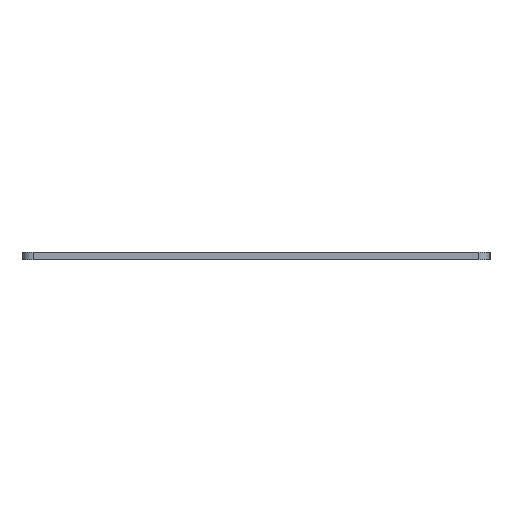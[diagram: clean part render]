
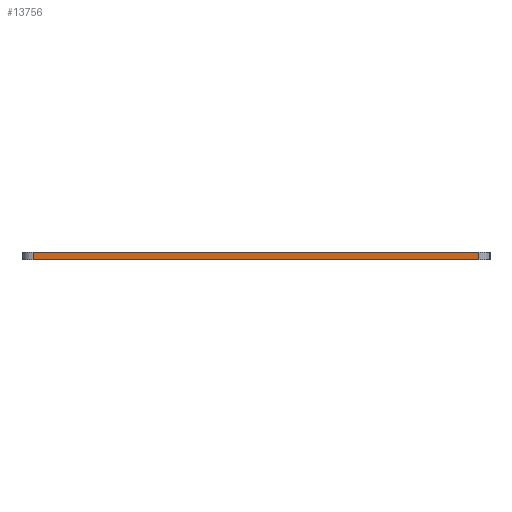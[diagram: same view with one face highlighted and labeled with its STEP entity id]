
A CAD part, left-side view. The second image highlights one B-rep face of the part: STEP entity #13756.
In plain terms, the highlighted planar face has unit normal (-1, 0, 0).
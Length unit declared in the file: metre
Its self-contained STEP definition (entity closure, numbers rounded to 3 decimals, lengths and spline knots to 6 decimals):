
#49=PLANE('',#14559);
#519=LINE('',#20559,#1921);
#520=LINE('',#20563,#1922);
#521=LINE('',#20565,#1923);
#522=LINE('',#20567,#1924);
#1921=VECTOR('',#16300,1.);
#1922=VECTOR('',#16305,1.);
#1923=VECTOR('',#16306,1.);
#1924=VECTOR('',#16307,1.);
#3478=ORIENTED_EDGE('',*,*,#7642,.F.);
#3479=ORIENTED_EDGE('',*,*,#7643,.F.);
#3480=ORIENTED_EDGE('',*,*,#7644,.T.);
#3481=ORIENTED_EDGE('',*,*,#7640,.T.);
#7640=EDGE_CURVE('',#9687,#9686,#519,.T.);
#7642=EDGE_CURVE('',#9688,#9686,#520,.T.);
#7643=EDGE_CURVE('',#9689,#9688,#521,.T.);
#7644=EDGE_CURVE('',#9689,#9687,#522,.T.);
#9686=VERTEX_POINT('',#20558);
#9687=VERTEX_POINT('',#20560);
#9688=VERTEX_POINT('',#20564);
#9689=VERTEX_POINT('',#20566);
#11726=EDGE_LOOP('',(#3478,#3479,#3480,#3481));
#12562=FACE_BOUND('',#11726,.T.);
#13756=ADVANCED_FACE('',(#12562),#49,.T.);
#14559=AXIS2_PLACEMENT_3D('',#20562,#16303,#16304);
#16300=DIRECTION('',(0.,0.,-1.));
#16303=DIRECTION('',(-1.,0.,0.));
#16304=DIRECTION('',(0.,0.,1.));
#16305=DIRECTION('',(0.,1.,0.));
#16306=DIRECTION('',(0.,0.,-1.));
#16307=DIRECTION('',(0.,1.,0.));
#20558=CARTESIAN_POINT('',(-0.142875,0.045375,0.));
#20559=CARTESIAN_POINT('',(-0.142875,0.045375,0.0015));
#20560=CARTESIAN_POINT('',(-0.142875,0.045375,0.0015));
#20562=CARTESIAN_POINT('',(-0.142875,0.,0.0015));
#20563=CARTESIAN_POINT('',(-0.142875,0.,0.));
#20564=CARTESIAN_POINT('',(-0.142875,-0.045375,0.));
#20565=CARTESIAN_POINT('',(-0.142875,-0.045375,0.0015));
#20566=CARTESIAN_POINT('',(-0.142875,-0.045375,0.0015));
#20567=CARTESIAN_POINT('',(-0.142875,0.,0.0015));
